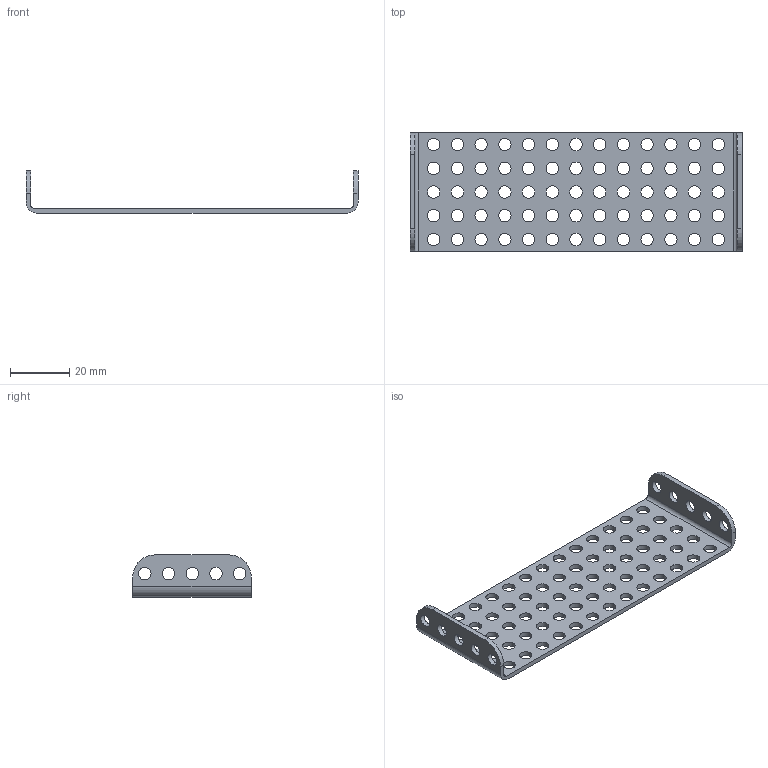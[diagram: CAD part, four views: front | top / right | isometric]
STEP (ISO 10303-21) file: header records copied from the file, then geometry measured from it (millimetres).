
FILE_DESCRIPTION( ( '' ), ' ' );
FILE_NAME( '5aba52ecec0f530ec5905cab.step', '2018-03-27T14:19:24', ( '' ), ( '' ), ' ', ' ', ' ' );
FILE_SCHEMA( ( 'AUTOMOTIVE_DESIGN { 1 0 10303 214 1 1 1 1 }' ) );
Length unit declared in the file: metre
Products named in the file (1): 05-0513 5x13 Flanged Plate
Bounding box: 112 x 40 x 14.2 mm (x, y, z)
Volume: 6832.9 mm3; surface area: 10754.8 mm2
Topology: 1 solids, 1 shells, 93 faces, 278 edges, 187 vertices
Faces by surface type: cylinder 83, plane 10
Full cylindrical faces by diameter (mm): 4.2 x75
Entity records: 3878 total; most frequent: DIRECTION 552, CARTESIAN_POINT 474, ORIENTED_EDGE 396, EDGE_LOOP 318, AXIS2_PLACEMENT_3D 260, EDGE_CURVE 198, VERTEX_POINT 182, FACE_OUTER_BOUND 168
